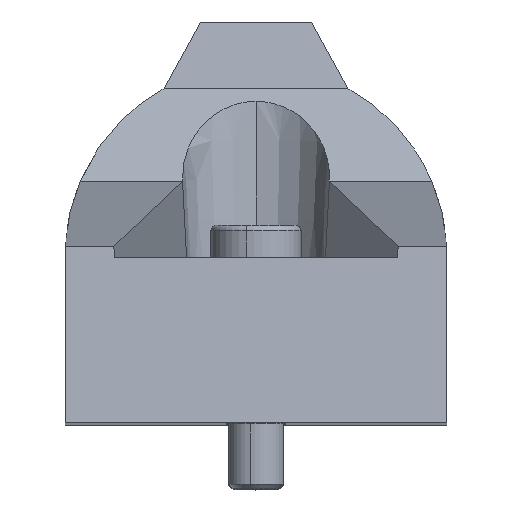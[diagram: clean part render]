
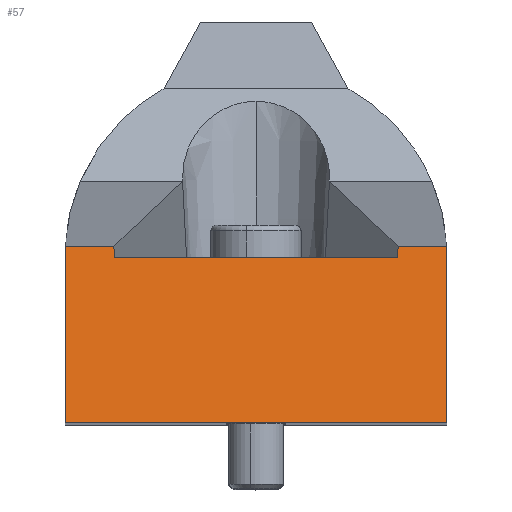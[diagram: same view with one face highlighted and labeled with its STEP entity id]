
A CAD part, top view. The second image highlights one B-rep face of the part: STEP entity #57.
In plain terms, the highlighted planar face has unit normal (0, 0.174, 0.985).
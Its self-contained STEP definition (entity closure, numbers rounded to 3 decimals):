
#57 = ADVANCED_FACE ( 'NONE', ( #3087 ), #706, .T. ) ;
#92 = VERTEX_POINT ( 'NONE', #2300 ) ;
#119 = AXIS2_PLACEMENT_3D ( 'NONE', #2536, #978, #397 ) ;
#166 = VERTEX_POINT ( 'NONE', #526 ) ;
#195 = CARTESIAN_POINT ( 'NONE',  ( 19.629, 28.997, 179.955 ) ) ;
#231 = ORIENTED_EDGE ( 'NONE', *, *, #3162, .F. ) ;
#248 = DIRECTION ( 'NONE',  ( -1., 0., 0. ) ) ;
#255 = EDGE_CURVE ( 'NONE', #2860, #2785, #1836, .T. ) ;
#258 = EDGE_CURVE ( 'NONE', #3123, #166, #1253, .T. ) ;
#344 = CARTESIAN_POINT ( 'NONE',  ( -20.422, 52.641, 175.782 ) ) ;
#388 = VERTEX_POINT ( 'NONE', #844 ) ;
#392 = ORIENTED_EDGE ( 'NONE', *, *, #2665, .F. ) ;
#397 = DIRECTION ( 'NONE',  ( 0., -0.985, 0.174 ) ) ;
#415 = ORIENTED_EDGE ( 'NONE', *, *, #2690, .T. ) ;
#526 = CARTESIAN_POINT ( 'NONE',  ( -20.476, 54.241, 175.5 ) ) ;
#553 = EDGE_CURVE ( 'NONE', #2860, #388, #717, .T. ) ;
#586 = VECTOR ( 'NONE', #248, 1000. ) ;
#621 = VECTOR ( 'NONE', #1248, 1000. ) ;
#650 = ORIENTED_EDGE ( 'NONE', *, *, #3331, .F. ) ;
#659 = CARTESIAN_POINT ( 'NONE',  ( 27.474, 54.241, 175.5 ) ) ;
#706 = PLANE ( 'NONE',  #119 ) ;
#717 = LINE ( 'NONE', #1284, #586 ) ;
#721 = DIRECTION ( 'NONE',  ( 1., 0., 0. ) ) ;
#795 = CARTESIAN_POINT ( 'NONE',  ( 27.5, 28.741, 180. ) ) ;
#810 = VERTEX_POINT ( 'NONE', #1380 ) ;
#844 = CARTESIAN_POINT ( 'NONE',  ( 20.476, 54.241, 175.5 ) ) ;
#857 = CARTESIAN_POINT ( 'NONE',  ( -27.491, 53.841, 175.571 ) ) ;
#948 = CARTESIAN_POINT ( 'NONE',  ( 0., 28.741, 180. ) ) ;
#951 = CARTESIAN_POINT ( 'NONE',  ( 27.5, 53.041, 175.712 ) ) ;
#972 = CARTESIAN_POINT ( 'NONE',  ( -19.57, 27.211, 180.27 ) ) ;
#978 = DIRECTION ( 'NONE',  ( 0., 0.174, 0.985 ) ) ;
#991 = EDGE_CURVE ( 'NONE', #1981, #1941, #2708, .T. ) ;
#1015 = ORIENTED_EDGE ( 'NONE', *, *, #258, .T. ) ;
#1025 = EDGE_LOOP ( 'NONE', ( #1595, #3177, #650, #1015, #415, #2647, #231, #2367, #392, #3216 ) ) ;
#1031 = CARTESIAN_POINT ( 'NONE',  ( 27.501, 52.641, 175.782 ) ) ;
#1163 = LINE ( 'NONE', #3160, #2828 ) ;
#1180 = EDGE_CURVE ( 'NONE', #1854, #92, #2652, .T. ) ;
#1248 = DIRECTION ( 'NONE',  ( -0.033, -0.984, 0.174 ) ) ;
#1253 = LINE ( 'NONE', #972, #1451 ) ;
#1284 = CARTESIAN_POINT ( 'NONE',  ( 27.501, 54.241, 175.5 ) ) ;
#1367 = DIRECTION ( 'NONE',  ( 0., -0.985, 0.174 ) ) ;
#1376 = CARTESIAN_POINT ( 'NONE',  ( -27.474, 54.241, 175.5 ) ) ;
#1380 = CARTESIAN_POINT ( 'NONE',  ( 20.422, 52.641, 175.782 ) ) ;
#1451 = VECTOR ( 'NONE', #2879, 1000. ) ;
#1595 = ORIENTED_EDGE ( 'NONE', *, *, #553, .T. ) ;
#1794 = LINE ( 'NONE', #195, #621 ) ;
#1836 =( BOUNDED_CURVE ( )  B_SPLINE_CURVE ( 3, ( #2517, #2003, #2267, #2017 ),
 .UNSPECIFIED., .F., .F. ) 
 B_SPLINE_CURVE_WITH_KNOTS ( ( 4, 4 ),
 ( 1.527, 1.571 ),
 .UNSPECIFIED. ) 
 CURVE ( )  GEOMETRIC_REPRESENTATION_ITEM ( )  RATIONAL_B_SPLINE_CURVE ( ( 1., 1., 1., 1. ) ) 
 REPRESENTATION_ITEM ( '' )  );
#1846 = LINE ( 'NONE', #2504, #3092 ) ;
#1854 = VERTEX_POINT ( 'NONE', #2726 ) ;
#1927 = VECTOR ( 'NONE', #721, 1000. ) ;
#1941 = VERTEX_POINT ( 'NONE', #2365 ) ;
#1981 = VERTEX_POINT ( 'NONE', #795 ) ;
#2003 = CARTESIAN_POINT ( 'NONE',  ( 27.491, 53.841, 175.571 ) ) ;
#2017 = CARTESIAN_POINT ( 'NONE',  ( 27.5, 53.041, 175.712 ) ) ;
#2129 = CARTESIAN_POINT ( 'NONE',  ( 27.5, 28.741, 180. ) ) ;
#2145 = CARTESIAN_POINT ( 'NONE',  ( -27.5, 53.041, 175.712 ) ) ;
#2267 = CARTESIAN_POINT ( 'NONE',  ( 27.5, 53.441, 175.641 ) ) ;
#2300 = CARTESIAN_POINT ( 'NONE',  ( -27.474, 54.241, 175.5 ) ) ;
#2358 = EDGE_CURVE ( 'NONE', #388, #810, #1794, .T. ) ;
#2365 = CARTESIAN_POINT ( 'NONE',  ( -27.5, 28.741, 180. ) ) ;
#2367 = ORIENTED_EDGE ( 'NONE', *, *, #991, .F. ) ;
#2391 = DIRECTION ( 'NONE',  ( -1., 0., 0. ) ) ;
#2504 = CARTESIAN_POINT ( 'NONE',  ( -27.5, 28.741, 180. ) ) ;
#2517 = CARTESIAN_POINT ( 'NONE',  ( 27.474, 54.241, 175.5 ) ) ;
#2521 = LINE ( 'NONE', #1031, #1927 ) ;
#2536 = CARTESIAN_POINT ( 'NONE',  ( 27.501, 28.741, 180. ) ) ;
#2590 = VECTOR ( 'NONE', #1367, 1000. ) ;
#2647 = ORIENTED_EDGE ( 'NONE', *, *, #1180, .F. ) ;
#2652 =( BOUNDED_CURVE ( )  B_SPLINE_CURVE ( 3, ( #2145, #2944, #857, #1376 ),
 .UNSPECIFIED., .F., .F. ) 
 B_SPLINE_CURVE_WITH_KNOTS ( ( 4, 4 ),
 ( 4.712, 4.756 ),
 .UNSPECIFIED. ) 
 CURVE ( )  GEOMETRIC_REPRESENTATION_ITEM ( )  RATIONAL_B_SPLINE_CURVE ( ( 1., 1., 1., 1. ) ) 
 REPRESENTATION_ITEM ( '' )  );
#2665 = EDGE_CURVE ( 'NONE', #2785, #1981, #3271, .T. ) ;
#2690 = EDGE_CURVE ( 'NONE', #166, #92, #1163, .T. ) ;
#2708 = LINE ( 'NONE', #948, #2908 ) ;
#2726 = CARTESIAN_POINT ( 'NONE',  ( -27.5, 53.041, 175.712 ) ) ;
#2757 = DIRECTION ( 'NONE',  ( 0., 0.985, -0.174 ) ) ;
#2785 = VERTEX_POINT ( 'NONE', #951 ) ;
#2828 = VECTOR ( 'NONE', #2391, 1000. ) ;
#2860 = VERTEX_POINT ( 'NONE', #659 ) ;
#2879 = DIRECTION ( 'NONE',  ( -0.033, 0.984, -0.174 ) ) ;
#2908 = VECTOR ( 'NONE', #3066, 1000. ) ;
#2944 = CARTESIAN_POINT ( 'NONE',  ( -27.5, 53.441, 175.641 ) ) ;
#3066 = DIRECTION ( 'NONE',  ( -1., 0., 0. ) ) ;
#3087 = FACE_OUTER_BOUND ( 'NONE', #1025, .T. ) ;
#3092 = VECTOR ( 'NONE', #2757, 1000. ) ;
#3123 = VERTEX_POINT ( 'NONE', #344 ) ;
#3160 = CARTESIAN_POINT ( 'NONE',  ( 27.501, 54.241, 175.5 ) ) ;
#3162 = EDGE_CURVE ( 'NONE', #1941, #1854, #1846, .T. ) ;
#3177 = ORIENTED_EDGE ( 'NONE', *, *, #2358, .T. ) ;
#3216 = ORIENTED_EDGE ( 'NONE', *, *, #255, .F. ) ;
#3271 = LINE ( 'NONE', #2129, #2590 ) ;
#3331 = EDGE_CURVE ( 'NONE', #3123, #810, #2521, .T. ) ;
